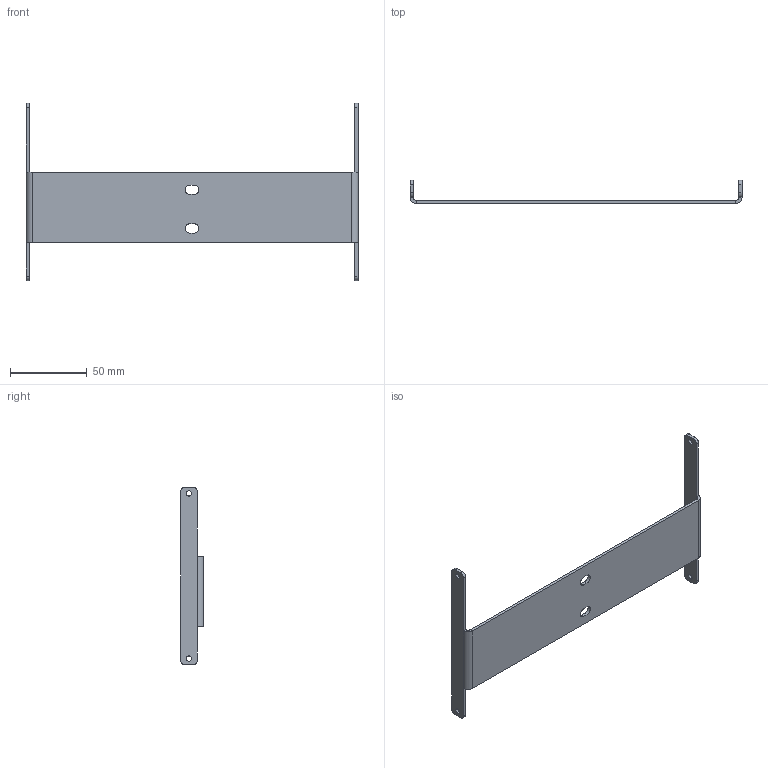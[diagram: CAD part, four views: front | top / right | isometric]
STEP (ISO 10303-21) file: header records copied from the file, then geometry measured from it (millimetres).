
FILE_DESCRIPTION(/* description */ (''),/* implementation_level */ '2;1');
FILE_NAME(/* name */ 'UPlate_Rev2.step',/* time_stamp */ '2020-04-14T12:14:28+07:00',/* author */ (''),/* organization */ (''),/* preprocessor_version */ 'ST-DEVELOPER v18',/* originating_system */ 'Autodesk Translation Framework v8.12.0.6',/* authorisation */ '');
FILE_SCHEMA (('AUTOMOTIVE_DESIGN { 1 0 10303 214 3 1 1 }'));
Length unit declared in the file: millimetre
Products named in the file (1): UPlate_Rev2
Bounding box: 217 x 15 x 116 mm (x, y, z)
Volume: 24906.1 mm3; surface area: 26778.6 mm2
Topology: 1 solids, 1 shells, 46 faces, 116 edges, 72 vertices
Faces by surface type: plane 26, cylinder 20
Full cylindrical faces by diameter (mm): 3.5 x4
Entity records: 1429 total; most frequent: DIRECTION 250, CARTESIAN_POINT 235, ORIENTED_EDGE 232, EDGE_CURVE 116, AXIS2_PLACEMENT_3D 87, LINE 76, VECTOR 76, VERTEX_POINT 72
